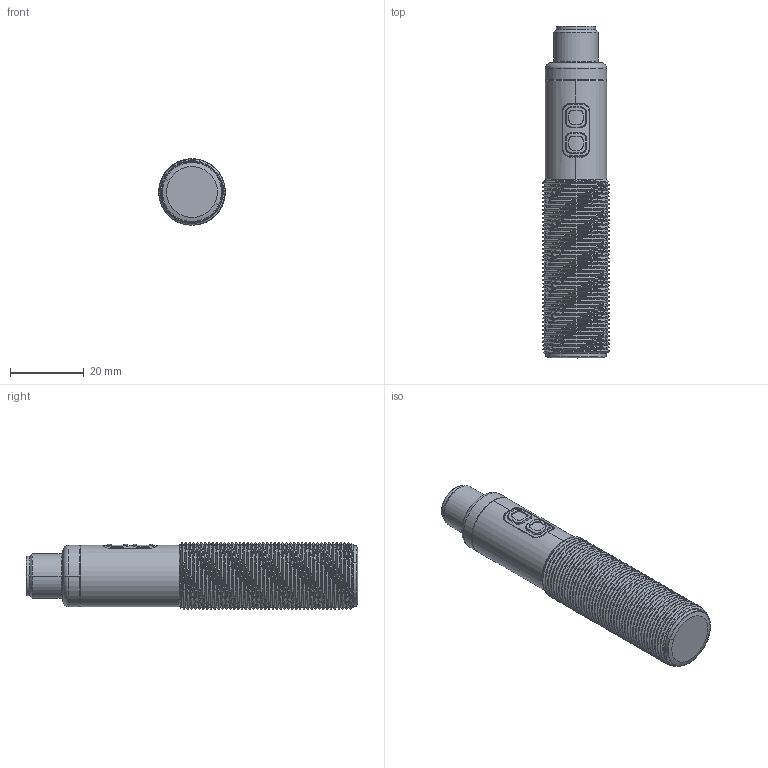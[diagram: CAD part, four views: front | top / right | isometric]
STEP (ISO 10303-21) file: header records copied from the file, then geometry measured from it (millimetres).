
FILE_DESCRIPTION((''),'2;1');
FILE_NAME('CAD-7046_SW0001','2020-08-17T13:36:19',('creinig-se'),(''),'CREO PARAMETRIC BY PTC INC, 2019292','CREO PARAMETRIC BY PTC INC, 2019292','');
FILE_SCHEMA(('CONFIG_CONTROL_DESIGN','SHAPE_APPEARANCE_LAYERS_GROUPS'));
Products named in the file (1): CAD-7046_SW0001
Bounding box: 18 x 90 x 18 mm (x, y, z)
Volume: 18947.3 mm3; surface area: 7357.5 mm2
Topology: 1 solids, 1 shells, 372 faces, 940 edges, 597 vertices
Faces by surface type: cylinder 192, torus 60, plane 58, bspline 49, cone 13
Entity records: 43012 total; most frequent: CARTESIAN_POINT 32336, ORIENTED_EDGE 1870, DIRECTION 1589, EDGE_CURVE 935, AXIS2_PLACEMENT_3D 646, VERTEX_POINT 589, EDGE_LOOP 396, FACE_OUTER_BOUND 372
